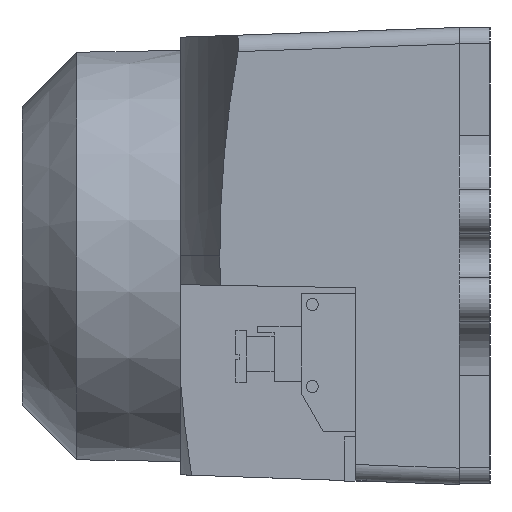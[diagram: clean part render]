
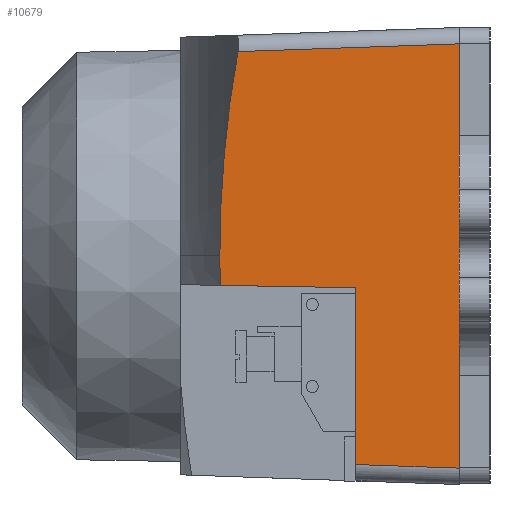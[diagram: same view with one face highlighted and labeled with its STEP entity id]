
A CAD part, left-side view. The second image highlights one B-rep face of the part: STEP entity #10679.
In plain terms, the highlighted planar face has unit normal (-0.999, 0.035, 0).
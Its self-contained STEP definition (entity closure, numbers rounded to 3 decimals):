
#179 = VECTOR ( 'NONE', #7001, 1000. ) ;
#327 = CARTESIAN_POINT ( 'NONE',  ( -83.278, 6.106, 105.551 ) ) ;
#506 = LINE ( 'NONE', #591, #9509 ) ;
#591 = CARTESIAN_POINT ( 'NONE',  ( -83.955, -13.292, 70.598 ) ) ;
#726 = LINE ( 'NONE', #15370, #1981 ) ;
#992 = B_SPLINE_CURVE_WITH_KNOTS ( 'NONE', 3,
 ( #9406, #4754, #2328, #5819 ),
 .UNSPECIFIED., .F., .F.,
 ( 4, 4 ),
 ( 0., 0.003 ),
 .UNSPECIFIED. ) ;
#1671 = CARTESIAN_POINT ( 'NONE',  ( -83.672, -5.196, 110.85 ) ) ;
#1843 = EDGE_CURVE ( 'NONE', #2207, #8454, #726, .T. ) ;
#1941 = EDGE_CURVE ( 'NONE', #2207, #12475, #992, .T. ) ;
#1981 = VECTOR ( 'NONE', #3145, 1000. ) ;
#2207 = VERTEX_POINT ( 'NONE', #10360 ) ;
#2328 = CARTESIAN_POINT ( 'NONE',  ( -83.239, 7.209, 89.056 ) ) ;
#2434 = EDGE_CURVE ( 'NONE', #2660, #9235, #12122, .T. ) ;
#2597 = DIRECTION ( 'NONE',  ( 0., 0., 1. ) ) ;
#2660 = VERTEX_POINT ( 'NONE', #10109 ) ;
#2673 = CARTESIAN_POINT ( 'NONE',  ( -83.263, 6.522, 102.446 ) ) ;
#2931 = B_SPLINE_CURVE_WITH_KNOTS ( 'NONE', 3,
 ( #6474, #8642, #6319, #2673, #327, #3643 ),
 .UNSPECIFIED., .F., .F.,
 ( 4, 2, 4 ),
 ( 0.003, 0.012, 0.021 ),
 .UNSPECIFIED. ) ;
#3145 = DIRECTION ( 'NONE',  ( -0.035, -0.999, -0.017 ) ) ;
#3643 = CARTESIAN_POINT ( 'NONE',  ( -83.297, 5.539, 108.644 ) ) ;
#3810 = CARTESIAN_POINT ( 'NONE',  ( -84.004, -14.696, 110.85 ) ) ;
#3870 = ORIENTED_EDGE ( 'NONE', *, *, #12063, .F. ) ;
#3890 = DIRECTION ( 'NONE',  ( -0.999, 0.035, 0. ) ) ;
#4550 = ORIENTED_EDGE ( 'NONE', *, *, #5912, .T. ) ;
#4552 = CARTESIAN_POINT ( 'NONE',  ( -83.672, -5.196, 70.881 ) ) ;
#4754 = CARTESIAN_POINT ( 'NONE',  ( -83.239, 7.198, 88.161 ) ) ;
#4756 = EDGE_CURVE ( 'NONE', #10482, #2660, #506, .T. ) ;
#4919 = ORIENTED_EDGE ( 'NONE', *, *, #1843, .T. ) ;
#5255 = FACE_OUTER_BOUND ( 'NONE', #10403, .T. ) ;
#5342 = CARTESIAN_POINT ( 'NONE',  ( -83.239, 7.209, 89.95 ) ) ;
#5510 = ORIENTED_EDGE ( 'NONE', *, *, #4756, .T. ) ;
#5819 = CARTESIAN_POINT ( 'NONE',  ( -83.239, 7.209, 89.95 ) ) ;
#5912 = EDGE_CURVE ( 'NONE', #9235, #14928, #9602, .T. ) ;
#6319 = CARTESIAN_POINT ( 'NONE',  ( -83.244, 7.073, 96.214 ) ) ;
#6474 = CARTESIAN_POINT ( 'NONE',  ( -83.239, 7.209, 89.95 ) ) ;
#6611 = VECTOR ( 'NONE', #7376, 1000. ) ;
#6815 = ORIENTED_EDGE ( 'NONE', *, *, #1941, .F. ) ;
#7001 = DIRECTION ( 'NONE',  ( 0., 0., 1. ) ) ;
#7376 = DIRECTION ( 'NONE',  ( 0.035, 0.999, -0.035 ) ) ;
#7709 = CARTESIAN_POINT ( 'NONE',  ( -84.004, -14.696, 109.351 ) ) ;
#7785 = VECTOR ( 'NONE', #12535, 1000. ) ;
#7951 = DIRECTION ( 'NONE',  ( -0.035, -0.999, -0.035 ) ) ;
#8454 = VERTEX_POINT ( 'NONE', #11674 ) ;
#8642 = CARTESIAN_POINT ( 'NONE',  ( -83.239, 7.209, 93.087 ) ) ;
#9235 = VERTEX_POINT ( 'NONE', #7709 ) ;
#9381 = CARTESIAN_POINT ( 'NONE',  ( -83.297, 5.539, 108.644 ) ) ;
#9384 = CARTESIAN_POINT ( 'NONE',  ( -84.004, -14.696, 110.85 ) ) ;
#9406 = CARTESIAN_POINT ( 'NONE',  ( -83.24, 7.176, 87.266 ) ) ;
#9509 = VECTOR ( 'NONE', #7951, 1000. ) ;
#9602 = LINE ( 'NONE', #15812, #6611 ) ;
#10109 = CARTESIAN_POINT ( 'NONE',  ( -84.004, -14.696, 70.549 ) ) ;
#10360 = CARTESIAN_POINT ( 'NONE',  ( -83.24, 7.176, 87.266 ) ) ;
#10403 = EDGE_LOOP ( 'NONE', ( #14658, #5510, #10792, #4550, #3870, #6815, #4919 ) ) ;
#10482 = VERTEX_POINT ( 'NONE', #4552 ) ;
#10679 = ADVANCED_FACE ( 'NONE', ( #5255 ), #11209, .T. ) ;
#10792 = ORIENTED_EDGE ( 'NONE', *, *, #2434, .T. ) ;
#11209 = PLANE ( 'NONE',  #15656 ) ;
#11674 = CARTESIAN_POINT ( 'NONE',  ( -83.672, -5.196, 87.05 ) ) ;
#12063 = EDGE_CURVE ( 'NONE', #12475, #14928, #2931, .T. ) ;
#12122 = LINE ( 'NONE', #9384, #179 ) ;
#12475 = VERTEX_POINT ( 'NONE', #5342 ) ;
#12535 = DIRECTION ( 'NONE',  ( 0., 0., 1. ) ) ;
#12615 = LINE ( 'NONE', #1671, #7785 ) ;
#13450 = EDGE_CURVE ( 'NONE', #10482, #8454, #12615, .T. ) ;
#14658 = ORIENTED_EDGE ( 'NONE', *, *, #13450, .F. ) ;
#14928 = VERTEX_POINT ( 'NONE', #9381 ) ;
#15370 = CARTESIAN_POINT ( 'NONE',  ( -83.989, -14.279, 86.891 ) ) ;
#15656 = AXIS2_PLACEMENT_3D ( 'NONE', #3810, #3890, #2597 ) ;
#15812 = CARTESIAN_POINT ( 'NONE',  ( -84.006, -14.749, 109.353 ) ) ;
